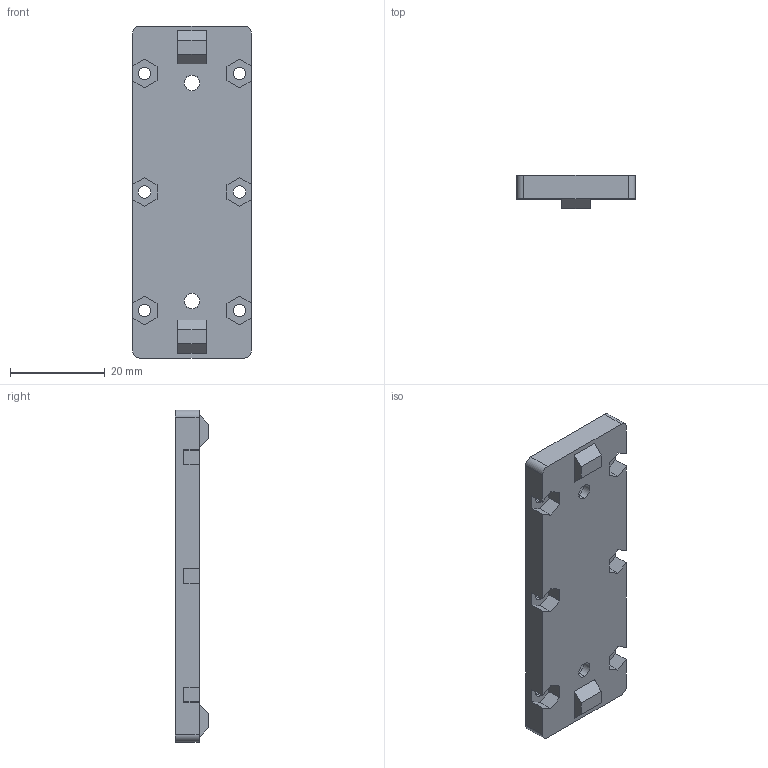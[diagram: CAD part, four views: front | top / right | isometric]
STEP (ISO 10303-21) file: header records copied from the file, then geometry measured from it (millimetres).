
FILE_DESCRIPTION (( 'STEP AP203' ), '1' );
FILE_NAME ('臏倰第-賑怢.STEP', '2025-06-10T12:26:50', ( '' ), ( '' ), 'SwSTEP 2.0', 'SolidWorks 2019', '' );
FILE_SCHEMA (( 'CONFIG_CONTROL_DESIGN' ));
Length unit declared in the file: millimetre
Products named in the file (1): 臏倰第-賑怢
Bounding box: 25 x 7 x 70 mm (x, y, z)
Volume: 8152.3 mm3; surface area: 4861.8 mm2
Topology: 1 solids, 1 shells, 78 faces, 216 edges, 144 vertices
Faces by surface type: plane 54, cylinder 24
Entity records: 2597 total; most frequent: CARTESIAN_POINT 439, ORIENTED_EDGE 432, DIRECTION 422, EDGE_CURVE 216, VECTOR 168, LINE 168, VERTEX_POINT 144, AXIS2_PLACEMENT_3D 127
